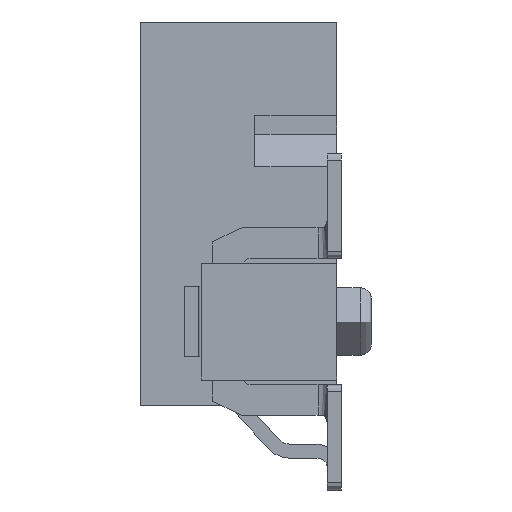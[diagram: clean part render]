
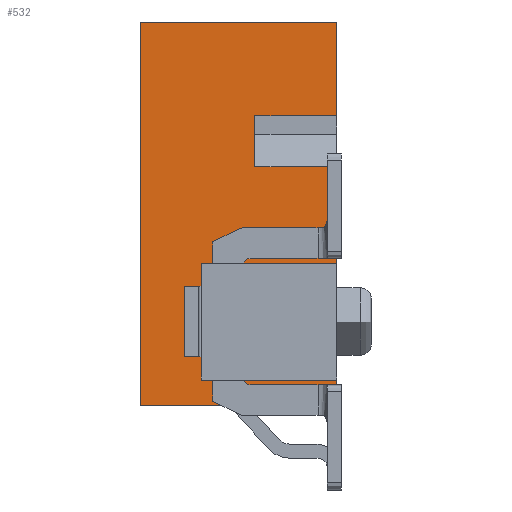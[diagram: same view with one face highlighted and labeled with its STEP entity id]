
A CAD part, left-side view. The second image highlights one B-rep face of the part: STEP entity #532.
In plain terms, the highlighted planar face has unit normal (-1, 0, 0).
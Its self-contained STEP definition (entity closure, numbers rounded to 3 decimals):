
#172=CARTESIAN_POINT('',(-7.715,-2.1,5.11));
#173=VERTEX_POINT('',#172);
#190=CARTESIAN_POINT('',(-7.715,-0.35,5.11));
#191=VERTEX_POINT('',#190);
#198=CARTESIAN_POINT('',(-7.715,-0.35,5.11));
#199=DIRECTION('',(0.,-1.,0.));
#200=VECTOR('',#199,1.75);
#201=LINE('',#198,#200);
#202=EDGE_CURVE('',#191,#173,#201,.T.);
#212=CARTESIAN_POINT('',(-7.715,-0.35,6.2));
#213=VERTEX_POINT('',#212);
#214=CARTESIAN_POINT('',(-7.715,-0.35,6.2));
#215=DIRECTION('',(0.,0.,-1.));
#216=VECTOR('',#215,1.09);
#217=LINE('',#214,#216);
#218=EDGE_CURVE('',#213,#191,#217,.T.);
#245=CARTESIAN_POINT('',(-7.715,-2.1,6.2));
#246=VERTEX_POINT('',#245);
#253=CARTESIAN_POINT('',(-7.715,-2.1,6.2));
#254=DIRECTION('',(0.,1.,0.));
#255=VECTOR('',#254,1.75);
#256=LINE('',#253,#255);
#257=EDGE_CURVE('',#246,#213,#256,.T.);
#388=CARTESIAN_POINT('',(-7.715,0.,4.1));
#389=DIRECTION('',(0.,-1.,0.));
#390=DIRECTION('',(-1.,-0.,0.));
#391=AXIS2_PLACEMENT_3D('',#388,#390,#389);
#392=PLANE('',#391);
#393=CARTESIAN_POINT('',(-7.715,-0.2,2.525));
#394=VERTEX_POINT('',#393);
#395=CARTESIAN_POINT('',(-7.715,-0.2,2.9));
#396=VERTEX_POINT('',#395);
#397=CARTESIAN_POINT('',(-7.715,-0.2,2.525));
#398=DIRECTION('',(0.,0.,1.));
#399=VECTOR('',#398,0.375);
#400=LINE('',#397,#399);
#401=EDGE_CURVE('',#394,#396,#400,.T.);
#402=ORIENTED_EDGE('',*,*,#401,.T.);
#403=CARTESIAN_POINT('',(-7.715,-0.35,3.05));
#404=VERTEX_POINT('',#403);
#405=CARTESIAN_POINT('',(-7.715,-0.2,2.9));
#406=DIRECTION('',(0.,-0.707,0.707));
#407=VECTOR('',#406,0.212);
#408=LINE('',#405,#407);
#409=EDGE_CURVE('',#396,#404,#408,.T.);
#410=ORIENTED_EDGE('',*,*,#409,.T.);
#411=CARTESIAN_POINT('',(-7.715,-2.1,3.05));
#412=VERTEX_POINT('',#411);
#413=CARTESIAN_POINT('',(-7.715,-0.35,3.05));
#414=DIRECTION('',(0.,-1.,0.));
#415=VECTOR('',#414,1.75);
#416=LINE('',#413,#415);
#417=EDGE_CURVE('',#404,#412,#416,.T.);
#418=ORIENTED_EDGE('',*,*,#417,.T.);
#419=CARTESIAN_POINT('',(-7.715,-2.1,3.05));
#420=DIRECTION('',(0.,0.,1.));
#421=VECTOR('',#420,2.06);
#422=LINE('',#419,#421);
#423=EDGE_CURVE('',#412,#173,#422,.T.);
#424=ORIENTED_EDGE('',*,*,#423,.T.);
#425=ORIENTED_EDGE('',*,*,#202,.F.);
#426=ORIENTED_EDGE('',*,*,#218,.F.);
#427=ORIENTED_EDGE('',*,*,#257,.F.);
#428=CARTESIAN_POINT('',(-7.715,-2.1,8.2));
#429=VERTEX_POINT('',#428);
#430=CARTESIAN_POINT('',(-7.715,-2.1,6.2));
#431=DIRECTION('',(0.,0.,1.));
#432=VECTOR('',#431,2.);
#433=LINE('',#430,#432);
#434=EDGE_CURVE('',#246,#429,#433,.T.);
#435=ORIENTED_EDGE('',*,*,#434,.T.);
#436=CARTESIAN_POINT('',(-7.715,2.1,8.2));
#437=VERTEX_POINT('',#436);
#438=CARTESIAN_POINT('',(-7.715,-2.1,8.2));
#439=DIRECTION('',(0.,1.,0.));
#440=VECTOR('',#439,4.2);
#441=LINE('',#438,#440);
#442=EDGE_CURVE('',#429,#437,#441,.T.);
#443=ORIENTED_EDGE('',*,*,#442,.T.);
#444=CARTESIAN_POINT('',(-7.715,2.1,0.));
#445=VERTEX_POINT('',#444);
#446=CARTESIAN_POINT('',(-7.715,2.1,8.2));
#447=DIRECTION('',(0.,0.,-1.));
#448=VECTOR('',#447,8.2);
#449=LINE('',#446,#448);
#450=EDGE_CURVE('',#437,#445,#449,.T.);
#451=ORIENTED_EDGE('',*,*,#450,.T.);
#452=CARTESIAN_POINT('',(-7.715,-2.1,0.));
#453=VERTEX_POINT('',#452);
#454=CARTESIAN_POINT('',(-7.715,2.1,0.));
#455=DIRECTION('',(0.,-1.,0.));
#456=VECTOR('',#455,4.2);
#457=LINE('',#454,#456);
#458=EDGE_CURVE('',#445,#453,#457,.T.);
#459=ORIENTED_EDGE('',*,*,#458,.T.);
#460=CARTESIAN_POINT('',(-7.715,-2.1,0.55));
#461=VERTEX_POINT('',#460);
#462=CARTESIAN_POINT('',(-7.715,-2.1,0.));
#463=DIRECTION('',(0.,0.,1.));
#464=VECTOR('',#463,0.55);
#465=LINE('',#462,#464);
#466=EDGE_CURVE('',#453,#461,#465,.T.);
#467=ORIENTED_EDGE('',*,*,#466,.T.);
#468=CARTESIAN_POINT('',(-7.715,-0.35,0.55));
#469=VERTEX_POINT('',#468);
#470=CARTESIAN_POINT('',(-7.715,-2.1,0.55));
#471=DIRECTION('',(0.,1.,0.));
#472=VECTOR('',#471,1.75);
#473=LINE('',#470,#472);
#474=EDGE_CURVE('',#461,#469,#473,.T.);
#475=ORIENTED_EDGE('',*,*,#474,.T.);
#476=CARTESIAN_POINT('',(-7.715,-0.2,0.7));
#477=VERTEX_POINT('',#476);
#478=CARTESIAN_POINT('',(-7.715,-0.35,0.55));
#479=DIRECTION('',(0.,0.707,0.707));
#480=VECTOR('',#479,0.212);
#481=LINE('',#478,#480);
#482=EDGE_CURVE('',#469,#477,#481,.T.);
#483=ORIENTED_EDGE('',*,*,#482,.T.);
#484=CARTESIAN_POINT('',(-7.715,-0.2,1.075));
#485=VERTEX_POINT('',#484);
#486=CARTESIAN_POINT('',(-7.715,-0.2,0.7));
#487=DIRECTION('',(0.,0.,1.));
#488=VECTOR('',#487,0.375);
#489=LINE('',#486,#488);
#490=EDGE_CURVE('',#477,#485,#489,.T.);
#491=ORIENTED_EDGE('',*,*,#490,.T.);
#492=CARTESIAN_POINT('',(-7.715,-1.85,1.075));
#493=VERTEX_POINT('',#492);
#494=CARTESIAN_POINT('',(-7.715,-0.2,1.075));
#495=DIRECTION('',(0.,-1.,0.));
#496=VECTOR('',#495,1.65);
#497=LINE('',#494,#496);
#498=EDGE_CURVE('',#485,#493,#497,.T.);
#499=ORIENTED_EDGE('',*,*,#498,.T.);
#500=CARTESIAN_POINT('',(-7.715,-2.,1.225));
#501=VERTEX_POINT('',#500);
#502=CARTESIAN_POINT('',(-7.715,-1.85,1.075));
#503=DIRECTION('',(0.,-0.707,0.707));
#504=VECTOR('',#503,0.212);
#505=LINE('',#502,#504);
#506=EDGE_CURVE('',#493,#501,#505,.T.);
#507=ORIENTED_EDGE('',*,*,#506,.T.);
#508=CARTESIAN_POINT('',(-7.715,-2.,2.375));
#509=VERTEX_POINT('',#508);
#510=CARTESIAN_POINT('',(-7.715,-2.,1.225));
#511=DIRECTION('',(0.,0.,1.));
#512=VECTOR('',#511,1.15);
#513=LINE('',#510,#512);
#514=EDGE_CURVE('',#501,#509,#513,.T.);
#515=ORIENTED_EDGE('',*,*,#514,.T.);
#516=CARTESIAN_POINT('',(-7.715,-1.85,2.525));
#517=VERTEX_POINT('',#516);
#518=CARTESIAN_POINT('',(-7.715,-2.,2.375));
#519=DIRECTION('',(0.,0.707,0.707));
#520=VECTOR('',#519,0.212);
#521=LINE('',#518,#520);
#522=EDGE_CURVE('',#509,#517,#521,.T.);
#523=ORIENTED_EDGE('',*,*,#522,.T.);
#524=CARTESIAN_POINT('',(-7.715,-1.85,2.525));
#525=DIRECTION('',(0.,1.,0.));
#526=VECTOR('',#525,1.65);
#527=LINE('',#524,#526);
#528=EDGE_CURVE('',#517,#394,#527,.T.);
#529=ORIENTED_EDGE('',*,*,#528,.T.);
#530=EDGE_LOOP('',(#402,#410,#418,#424,#425,#426,#427,#435,#443,#451,#459,#467,#475,#483,#491,#499,#507,#515,#523,#529));
#531=FACE_OUTER_BOUND('',#530,.T.);
#532=ADVANCED_FACE('',(#531),#392,.T.);
